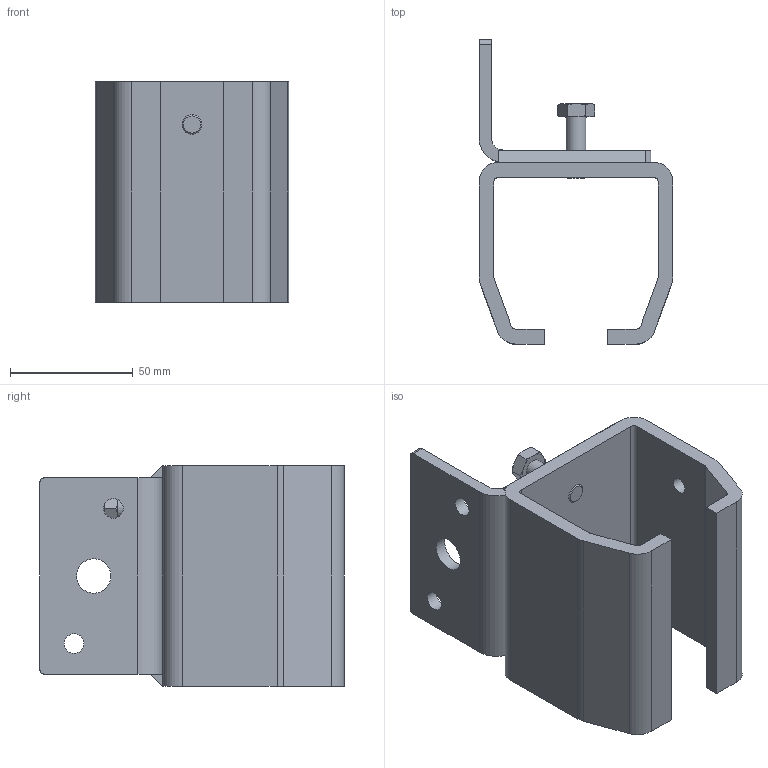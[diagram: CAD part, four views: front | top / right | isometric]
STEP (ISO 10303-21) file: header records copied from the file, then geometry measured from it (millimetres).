
FILE_DESCRIPTION(/* description */ ('Support Fixation Murale Inox A2'),/* implementation_level */ '2;1');
FILE_NAME(/* name */ '9058VXA2.stp',/* time_stamp */ '2019-08-23T08:54:05+02:00',/* author */ ('DIDIERR'),/* organization */ (''),/* preprocessor_version */ 'ST-DEVELOPER v17.2',/* originating_system */ 'Autodesk Inventor 2019',/* authorisation */ '');
FILE_SCHEMA (('AUTOMOTIVE_DESIGN { 1 0 10303 214 3 1 1 }'));
Length unit declared in the file: millimetre
Products named in the file (6): 9058VXA2; 9058VNXA2; 9058VNXA2_1; 22241; 22243; 04573
Assembly tree (5 placements, depth 3):
  9058VXA2
    9058VNXA2
      9058VNXA2_1
      22241
      22243
    04573
Bounding box: 79 x 124 x 90 mm (x, y, z)
Volume: 172487.4 mm3; surface area: 69332.2 mm2
Topology: 5 solids, 5 shells, 90 faces, 238 edges, 159 vertices
Faces by surface type: plane 49, cylinder 28, torus 12, cone 1
Full cylindrical faces by diameter (mm): 6.647 x2, 8 x3, 14 x1
Entity records: 3223 total; most frequent: CARTESIAN_POINT 707, DIRECTION 489, ORIENTED_EDGE 476, EDGE_CURVE 238, AXIS2_PLACEMENT_3D 173, VERTEX_POINT 159, LINE 143, VECTOR 143
